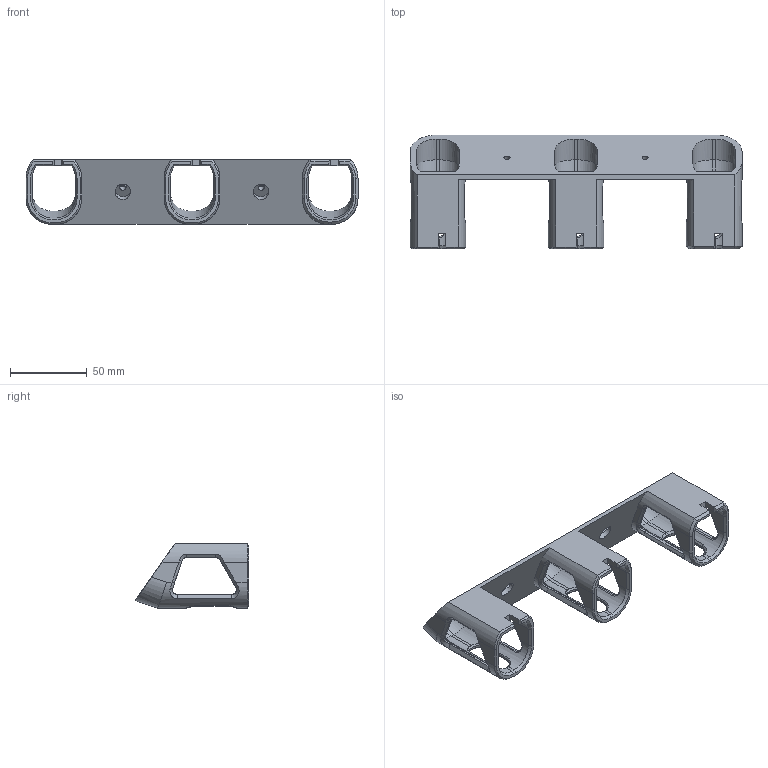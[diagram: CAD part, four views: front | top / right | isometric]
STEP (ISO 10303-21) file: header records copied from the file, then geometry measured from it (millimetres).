
FILE_DESCRIPTION(/* description */ (''),/* implementation_level */ '2;1');
FILE_NAME(/* name */ 'Ryobi_Battery_H3.step',/* time_stamp */ '2023-06-03T10:53:59+02:00',/* author */ (''),/* organization */ (''),/* preprocessor_version */ 'ST-DEVELOPER v19.2',/* originating_system */ 'Autodesk Translation Framework v12.4.0.73',/* authorisation */ '');
FILE_SCHEMA (('AUTOMOTIVE_DESIGN { 1 0 10303 214 3 1 1 }'));
Length unit declared in the file: metre
Products named in the file (7): Ryobi-Battery-Three; Ryobi-Battery-Three_1; Part 5; Part 4; Part 3; Part 2; Part 1
Assembly tree (6 placements, depth 3):
  Ryobi-Battery-Three
    Ryobi-Battery-Three_1
      Part 5
      Part 4
      Part 3
      Part 2
      Part 1
Bounding box: 215.8 x 73.92 x 42 mm (x, y, z)
Volume: 107343.7 mm3; surface area: 48032.1 mm2
Topology: 1 solids, 1 shells, 418 faces, 1043 edges, 606 vertices
Faces by surface type: plane 188, bspline 134, cylinder 58, cone 38
Full cylindrical faces by diameter (mm): 4 x2, 10 x2
Entity records: 18163 total; most frequent: CARTESIAN_POINT 8794, ORIENTED_EDGE 2086, DIRECTION 1615, EDGE_CURVE 1043, LINE 673, VECTOR 673, VERTEX_POINT 606, AXIS2_PLACEMENT_3D 471
